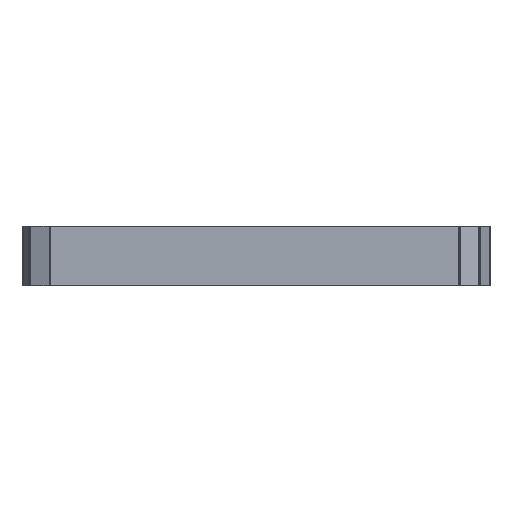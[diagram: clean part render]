
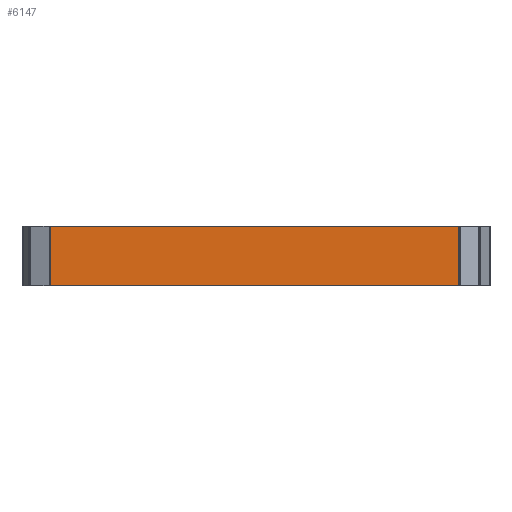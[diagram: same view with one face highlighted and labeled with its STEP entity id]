
A CAD part, left-side view. The second image highlights one B-rep face of the part: STEP entity #6147.
In plain terms, the highlighted free-form (B-spline) face has degree [1, 1] with [2, 2] control points.
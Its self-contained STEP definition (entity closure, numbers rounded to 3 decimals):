
#67 = B_SPLINE_SURFACE_WITH_KNOTS('',1,1,(
    (#68,#69)
    ,(#70,#71
    )),.UNSPECIFIED.,.F.,.F.,.F.,(2,2),(2,2),(-5045.358,
    5068.697),(-2096.527,2097.528),
  .PIECEWISE_BEZIER_KNOTS.);
#68 = CARTESIAN_POINT('',(276.214,-128.766,13.546
    ));
#69 = CARTESIAN_POINT('',(276.214,-22.237,13.546
    ));
#70 = CARTESIAN_POINT('',(19.316,-128.766,
    13.546));
#71 = CARTESIAN_POINT('',(19.316,-22.237,
    13.546));
#115 = B_SPLINE_SURFACE_WITH_KNOTS('',1,1,(
    (#116,#117)
    ,(#118,#119
    )),.UNSPECIFIED.,.F.,.F.,.F.,(2,2),(2,2),(-5045.358,
    5068.697),(-2096.527,2097.528),
  .PIECEWISE_BEZIER_KNOTS.);
#116 = CARTESIAN_POINT('',(276.214,-128.766,0.));
#117 = CARTESIAN_POINT('',(276.214,-22.237,0.));
#118 = CARTESIAN_POINT('',(19.316,-128.766,0.));
#119 = CARTESIAN_POINT('',(19.316,-22.237,0.));
#386 = VERTEX_POINT('',#387);
#387 = CARTESIAN_POINT('',(19.316,-121.666,0.));
#399 = B_SPLINE_SURFACE_WITH_KNOTS('',1,1,(
    (#400,#401)
    ,(#402,#403
    )),.UNSPECIFIED.,.F.,.F.,.F.,(2,2),(2,2),(0.,1.799),(-533.3
    ,0.),.PIECEWISE_BEZIER_KNOTS.);
#400 = CARTESIAN_POINT('',(19.317,-121.712,
    13.546));
#401 = CARTESIAN_POINT('',(19.317,-121.712,0.));
#402 = CARTESIAN_POINT('',(19.316,-121.666,
    13.546));
#403 = CARTESIAN_POINT('',(19.316,-121.666,0.));
#410 = EDGE_CURVE('',#386,#411,#413,.T.);
#411 = VERTEX_POINT('',#412);
#412 = CARTESIAN_POINT('',(19.316,-28.702,0.));
#413 = SURFACE_CURVE('',#414,(#417,#423),.PCURVE_S1.);
#414 = B_SPLINE_CURVE_WITH_KNOTS('',1,(#415,#416),.UNSPECIFIED.,.F.,.F.,
  (2,2),(0.,3660.),.PIECEWISE_BEZIER_KNOTS.);
#415 = CARTESIAN_POINT('',(19.316,-121.666,0.));
#416 = CARTESIAN_POINT('',(19.316,-28.702,0.));
#417 = PCURVE('',#115,#418);
#418 = DEFINITIONAL_REPRESENTATION('',(#419),#422);
#419 = B_SPLINE_CURVE_WITH_KNOTS('',1,(#420,#421),.UNSPECIFIED.,.F.,.F.,
  (2,2),(0.,3660.),.PIECEWISE_BEZIER_KNOTS.);
#420 = CARTESIAN_POINT('',(5068.697,-1817.));
#421 = CARTESIAN_POINT('',(5068.697,1843.));
#422 = ( GEOMETRIC_REPRESENTATION_CONTEXT(2) 
PARAMETRIC_REPRESENTATION_CONTEXT() REPRESENTATION_CONTEXT('2D SPACE',''
  ) );
#423 = PCURVE('',#424,#429);
#424 = B_SPLINE_SURFACE_WITH_KNOTS('',1,1,(
    (#425,#426)
    ,(#427,#428
    )),.UNSPECIFIED.,.F.,.F.,.F.,(2,2),(2,2),(0.,3660.),(-533.3,0.),
  .PIECEWISE_BEZIER_KNOTS.);
#425 = CARTESIAN_POINT('',(19.316,-121.666,
    13.546));
#426 = CARTESIAN_POINT('',(19.316,-121.666,0.));
#427 = CARTESIAN_POINT('',(19.316,-28.702,
    13.546));
#428 = CARTESIAN_POINT('',(19.316,-28.702,0.));
#429 = DEFINITIONAL_REPRESENTATION('',(#430),#433);
#430 = B_SPLINE_CURVE_WITH_KNOTS('',1,(#431,#432),.UNSPECIFIED.,.F.,.F.,
  (2,2),(0.,3660.),.PIECEWISE_BEZIER_KNOTS.);
#431 = CARTESIAN_POINT('',(0.,0.));
#432 = CARTESIAN_POINT('',(3660.,0.));
#433 = ( GEOMETRIC_REPRESENTATION_CONTEXT(2) 
PARAMETRIC_REPRESENTATION_CONTEXT() REPRESENTATION_CONTEXT('2D SPACE',''
  ) );
#449 = B_SPLINE_SURFACE_WITH_KNOTS('',1,1,(
    (#450,#451)
    ,(#452,#453
    )),.UNSPECIFIED.,.F.,.F.,.F.,(2,2),(2,2),(0.,1.974),(-533.3
    ,0.),.PIECEWISE_BEZIER_KNOTS.);
#450 = CARTESIAN_POINT('',(19.316,-28.702,
    13.546));
#451 = CARTESIAN_POINT('',(19.316,-28.702,0.));
#452 = CARTESIAN_POINT('',(19.318,-28.652,
    13.546));
#453 = CARTESIAN_POINT('',(19.318,-28.652,0.));
#3260 = VERTEX_POINT('',#3261);
#3261 = CARTESIAN_POINT('',(19.316,-121.666,
    13.546));
#3279 = EDGE_CURVE('',#3260,#3280,#3282,.T.);
#3280 = VERTEX_POINT('',#3281);
#3281 = CARTESIAN_POINT('',(19.316,-28.702,
    13.546));
#3282 = SURFACE_CURVE('',#3283,(#3286,#3292),.PCURVE_S1.);
#3283 = B_SPLINE_CURVE_WITH_KNOTS('',1,(#3284,#3285),.UNSPECIFIED.,.F.,
  .F.,(2,2),(0.,3660.),.PIECEWISE_BEZIER_KNOTS.);
#3284 = CARTESIAN_POINT('',(19.316,-121.666,
    13.546));
#3285 = CARTESIAN_POINT('',(19.316,-28.702,
    13.546));
#3286 = PCURVE('',#67,#3287);
#3287 = DEFINITIONAL_REPRESENTATION('',(#3288),#3291);
#3288 = B_SPLINE_CURVE_WITH_KNOTS('',1,(#3289,#3290),.UNSPECIFIED.,.F.,
  .F.,(2,2),(0.,3660.),.PIECEWISE_BEZIER_KNOTS.);
#3289 = CARTESIAN_POINT('',(5068.697,-1817.));
#3290 = CARTESIAN_POINT('',(5068.697,1843.));
#3291 = ( GEOMETRIC_REPRESENTATION_CONTEXT(2) 
PARAMETRIC_REPRESENTATION_CONTEXT() REPRESENTATION_CONTEXT('2D SPACE',''
  ) );
#3292 = PCURVE('',#424,#3293);
#3293 = DEFINITIONAL_REPRESENTATION('',(#3294),#3297);
#3294 = B_SPLINE_CURVE_WITH_KNOTS('',1,(#3295,#3296),.UNSPECIFIED.,.F.,
  .F.,(2,2),(0.,3660.),.PIECEWISE_BEZIER_KNOTS.);
#3295 = CARTESIAN_POINT('',(0.,-533.3));
#3296 = CARTESIAN_POINT('',(3660.,-533.3));
#3297 = ( GEOMETRIC_REPRESENTATION_CONTEXT(2) 
PARAMETRIC_REPRESENTATION_CONTEXT() REPRESENTATION_CONTEXT('2D SPACE',''
  ) );
#6129 = EDGE_CURVE('',#386,#3260,#6130,.T.);
#6130 = SURFACE_CURVE('',#6131,(#6134,#6140),.PCURVE_S1.);
#6131 = B_SPLINE_CURVE_WITH_KNOTS('',1,(#6132,#6133),.UNSPECIFIED.,.F.,
  .F.,(2,2),(0.,533.3),.PIECEWISE_BEZIER_KNOTS.);
#6132 = CARTESIAN_POINT('',(19.316,-121.666,0.));
#6133 = CARTESIAN_POINT('',(19.316,-121.666,
    13.546));
#6134 = PCURVE('',#399,#6135);
#6135 = DEFINITIONAL_REPRESENTATION('',(#6136),#6139);
#6136 = B_SPLINE_CURVE_WITH_KNOTS('',1,(#6137,#6138),.UNSPECIFIED.,.F.,
  .F.,(2,2),(0.,533.3),.PIECEWISE_BEZIER_KNOTS.);
#6137 = CARTESIAN_POINT('',(1.799,0.));
#6138 = CARTESIAN_POINT('',(1.799,-533.3));
#6139 = ( GEOMETRIC_REPRESENTATION_CONTEXT(2) 
PARAMETRIC_REPRESENTATION_CONTEXT() REPRESENTATION_CONTEXT('2D SPACE',''
  ) );
#6140 = PCURVE('',#424,#6141);
#6141 = DEFINITIONAL_REPRESENTATION('',(#6142),#6145);
#6142 = B_SPLINE_CURVE_WITH_KNOTS('',1,(#6143,#6144),.UNSPECIFIED.,.F.,
  .F.,(2,2),(0.,533.3),.PIECEWISE_BEZIER_KNOTS.);
#6143 = CARTESIAN_POINT('',(0.,0.));
#6144 = CARTESIAN_POINT('',(0.,-533.3));
#6145 = ( GEOMETRIC_REPRESENTATION_CONTEXT(2) 
PARAMETRIC_REPRESENTATION_CONTEXT() REPRESENTATION_CONTEXT('2D SPACE',''
  ) );
#6147 = ADVANCED_FACE('',(#6148),#424,.T.);
#6148 = FACE_BOUND('',#6149,.T.);
#6149 = EDGE_LOOP('',(#6150,#6151,#6152,#6170));
#6150 = ORIENTED_EDGE('',*,*,#6129,.T.);
#6151 = ORIENTED_EDGE('',*,*,#3279,.T.);
#6152 = ORIENTED_EDGE('',*,*,#6153,.F.);
#6153 = EDGE_CURVE('',#411,#3280,#6154,.T.);
#6154 = SURFACE_CURVE('',#6155,(#6158,#6164),.PCURVE_S1.);
#6155 = B_SPLINE_CURVE_WITH_KNOTS('',1,(#6156,#6157),.UNSPECIFIED.,.F.,
  .F.,(2,2),(0.,533.3),.PIECEWISE_BEZIER_KNOTS.);
#6156 = CARTESIAN_POINT('',(19.316,-28.702,0.));
#6157 = CARTESIAN_POINT('',(19.316,-28.702,
    13.546));
#6158 = PCURVE('',#424,#6159);
#6159 = DEFINITIONAL_REPRESENTATION('',(#6160),#6163);
#6160 = B_SPLINE_CURVE_WITH_KNOTS('',1,(#6161,#6162),.UNSPECIFIED.,.F.,
  .F.,(2,2),(0.,533.3),.PIECEWISE_BEZIER_KNOTS.);
#6161 = CARTESIAN_POINT('',(3660.,0.));
#6162 = CARTESIAN_POINT('',(3660.,-533.3));
#6163 = ( GEOMETRIC_REPRESENTATION_CONTEXT(2) 
PARAMETRIC_REPRESENTATION_CONTEXT() REPRESENTATION_CONTEXT('2D SPACE',''
  ) );
#6164 = PCURVE('',#449,#6165);
#6165 = DEFINITIONAL_REPRESENTATION('',(#6166),#6169);
#6166 = B_SPLINE_CURVE_WITH_KNOTS('',1,(#6167,#6168),.UNSPECIFIED.,.F.,
  .F.,(2,2),(0.,533.3),.PIECEWISE_BEZIER_KNOTS.);
#6167 = CARTESIAN_POINT('',(0.,0.));
#6168 = CARTESIAN_POINT('',(0.,-533.3));
#6169 = ( GEOMETRIC_REPRESENTATION_CONTEXT(2) 
PARAMETRIC_REPRESENTATION_CONTEXT() REPRESENTATION_CONTEXT('2D SPACE',''
  ) );
#6170 = ORIENTED_EDGE('',*,*,#410,.F.);
